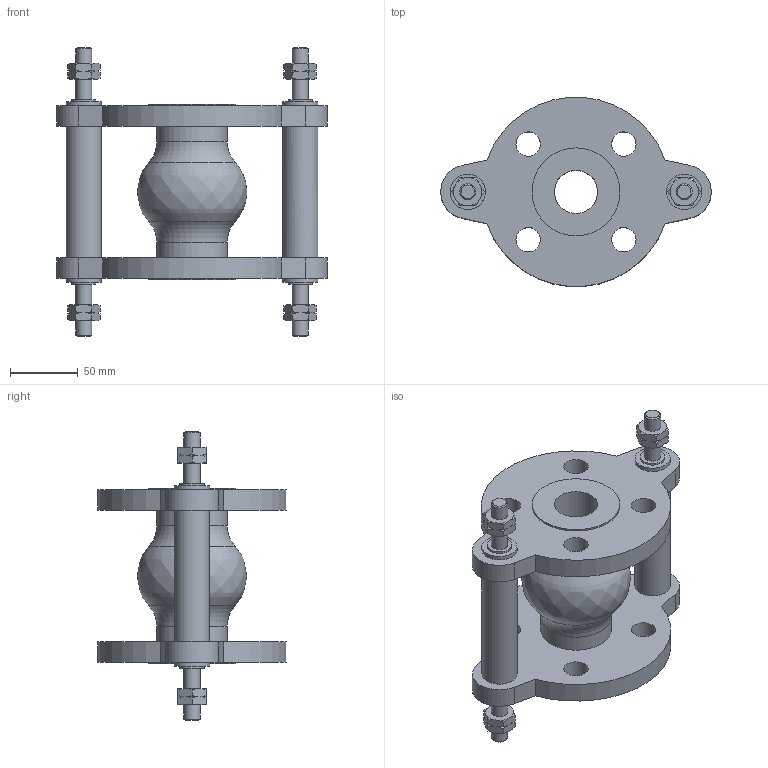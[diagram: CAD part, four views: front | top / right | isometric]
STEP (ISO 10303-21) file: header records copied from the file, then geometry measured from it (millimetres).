
FILE_DESCRIPTION(/* description */ ('Rubber Compensator VM 3920L-DN32'),/* implementation_level */ '2;1');
FILE_NAME(/* name */ 'Rubber Compensator VM 3920L-DN32.stp',/* time_stamp */ '2020-04-06T13:15:41+06:00',/* author */ ('rahul_marsute'),/* organization */ (''),/* preprocessor_version */ 'ST-DEVELOPER v18',/* originating_system */ 'Autodesk Inventor 2020',/* authorisation */ '');
FILE_SCHEMA (('AUTOMOTIVE_DESIGN { 1 0 10303 214 3 1 1 }'));
Length unit declared in the file: millimetre
Products named in the file (1): Rubber Compensator VM 3920L-DN32-1
Bounding box: 200 x 139.53 x 213.5 mm (x, y, z)
Volume: 771210.4 mm3; surface area: 152519.3 mm2
Topology: 1 solids, 5 shells, 216 faces, 582 edges, 400 vertices
Faces by surface type: cone 100, plane 66, cylinder 44, torus 4, bspline 2
Full cylindrical faces by diameter (mm): 12 x8, 18 x16, 26 x6, 32 x2, 52 x2, 65 x2
Entity records: 6825 total; most frequent: CARTESIAN_POINT 1635, ORIENTED_EDGE 1164, DIRECTION 1042, EDGE_CURVE 582, AXIS2_PLACEMENT_3D 437, VERTEX_POINT 400, EDGE_LOOP 262, CIRCLE 222
